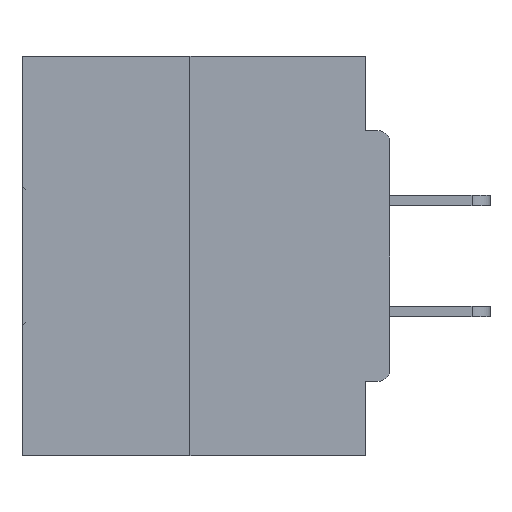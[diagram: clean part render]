
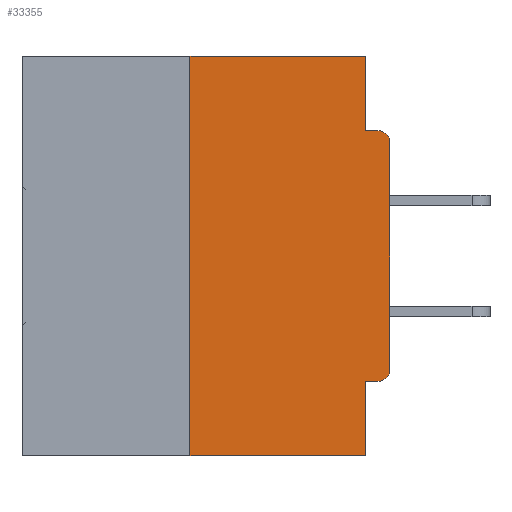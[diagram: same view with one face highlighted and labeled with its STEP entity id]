
A CAD part, left-side view. The second image highlights one B-rep face of the part: STEP entity #33355.
In plain terms, the highlighted planar face has unit normal (-1, 0, 0).
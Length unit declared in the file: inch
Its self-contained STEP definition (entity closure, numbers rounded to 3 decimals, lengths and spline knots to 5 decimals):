
#11 = EDGE_CURVE ( 'NONE', #14557, #12821, #1714, .T. ) ;
#795 = EDGE_CURVE ( 'NONE', #31850, #3298, #2099, .T. ) ;
#959 = CARTESIAN_POINT ( 'NONE',  ( 0., 0., -0.1085 ) ) ;
#1285 = DIRECTION ( 'NONE',  ( 0., 0., -1. ) ) ;
#1288 = CARTESIAN_POINT ( 'NONE',  ( 0., 0.031, 0. ) ) ;
#1295 = EDGE_CURVE ( 'NONE', #17893, #29389, #4777, .T. ) ;
#1714 = LINE ( 'NONE', #36472, #9370 ) ;
#2099 = LINE ( 'NONE', #22753, #19087 ) ;
#2539 = LINE ( 'NONE', #16014, #16914 ) ;
#2791 = DIRECTION ( 'NONE',  ( -1., 0., 0. ) ) ;
#2833 = LINE ( 'NONE', #16854, #4901 ) ;
#3085 = DIRECTION ( 'NONE',  ( 0., 0., -1. ) ) ;
#3298 = VERTEX_POINT ( 'NONE', #959 ) ;
#3942 = CIRCLE ( 'NONE', #14147, 0.015 ) ;
#4134 = EDGE_CURVE ( 'NONE', #21818, #6326, #36857, .T. ) ;
#4777 = LINE ( 'NONE', #28031, #39667 ) ;
#4901 = VECTOR ( 'NONE', #39789, 39.37008 ) ;
#5128 = CARTESIAN_POINT ( 'NONE',  ( 0., 0.015, -0.0935 ) ) ;
#6326 = VERTEX_POINT ( 'NONE', #1288 ) ;
#7094 = EDGE_CURVE ( 'NONE', #17893, #31850, #10267, .T. ) ;
#9370 = VECTOR ( 'NONE', #19988, 39.37008 ) ;
#10267 = CIRCLE ( 'NONE', #31505, 0.015 ) ;
#10320 = ORIENTED_EDGE ( 'NONE', *, *, #31593, .F. ) ;
#11008 = PLANE ( 'NONE',  #12725 ) ;
#12725 = AXIS2_PLACEMENT_3D ( 'NONE', #23973, #37595, #1285 ) ;
#12741 = CARTESIAN_POINT ( 'NONE',  ( 0., 0., -0.3915 ) ) ;
#12815 = DIRECTION ( 'NONE',  ( 0., 0., 1. ) ) ;
#12821 = VERTEX_POINT ( 'NONE', #5128 ) ;
#14121 = CARTESIAN_POINT ( 'NONE',  ( 0., 0.031, -0.5 ) ) ;
#14147 = AXIS2_PLACEMENT_3D ( 'NONE', #19167, #2791, #41659 ) ;
#14557 = VERTEX_POINT ( 'NONE', #20474 ) ;
#16014 = CARTESIAN_POINT ( 'NONE',  ( 0., 0.46, -0.5 ) ) ;
#16854 = CARTESIAN_POINT ( 'NONE',  ( 0., 0.25, 0. ) ) ;
#16914 = VECTOR ( 'NONE', #39820, 39.37008 ) ;
#17316 = ORIENTED_EDGE ( 'NONE', *, *, #11, .F. ) ;
#17893 = VERTEX_POINT ( 'NONE', #36307 ) ;
#18459 = DIRECTION ( 'NONE',  ( 0., 0., -1. ) ) ;
#19087 = VECTOR ( 'NONE', #12815, 39.37008 ) ;
#19167 = CARTESIAN_POINT ( 'NONE',  ( 0., 0.015, -0.1085 ) ) ;
#19499 = ORIENTED_EDGE ( 'NONE', *, *, #1295, .F. ) ;
#19859 = ORIENTED_EDGE ( 'NONE', *, *, #22158, .F. ) ;
#19988 = DIRECTION ( 'NONE',  ( 0., -1., 0. ) ) ;
#20474 = CARTESIAN_POINT ( 'NONE',  ( 0., 0.031, -0.0935 ) ) ;
#20789 = ORIENTED_EDGE ( 'NONE', *, *, #7094, .T. ) ;
#20847 = LINE ( 'NONE', #26640, #42306 ) ;
#21818 = VERTEX_POINT ( 'NONE', #39879 ) ;
#22158 = EDGE_CURVE ( 'NONE', #29389, #35923, #36973, .T. ) ;
#22753 = CARTESIAN_POINT ( 'NONE',  ( 0., 0., 0. ) ) ;
#22992 = VECTOR ( 'NONE', #32741, 39.37008 ) ;
#23973 = CARTESIAN_POINT ( 'NONE',  ( 0., 0.46, 0. ) ) ;
#24035 = FACE_OUTER_BOUND ( 'NONE', #28088, .T. ) ;
#26573 = DIRECTION ( 'NONE',  ( -1., 0., 0. ) ) ;
#26640 = CARTESIAN_POINT ( 'NONE',  ( 0., 0.031, 0. ) ) ;
#28031 = CARTESIAN_POINT ( 'NONE',  ( 0., 0., -0.4065 ) ) ;
#28088 = EDGE_LOOP ( 'NONE', ( #33770, #33728, #32391, #19859, #19499, #20789, #39939, #28115, #17316, #10320 ) ) ;
#28115 = ORIENTED_EDGE ( 'NONE', *, *, #33508, .T. ) ;
#28517 = EDGE_CURVE ( 'NONE', #33059, #35923, #2539, .T. ) ;
#29389 = VERTEX_POINT ( 'NONE', #29457 ) ;
#29457 = CARTESIAN_POINT ( 'NONE',  ( 0., 0.031, -0.4065 ) ) ;
#30026 = CARTESIAN_POINT ( 'NONE',  ( 0., 0.015, -0.3915 ) ) ;
#30798 = VECTOR ( 'NONE', #18459, 39.37008 ) ;
#31505 = AXIS2_PLACEMENT_3D ( 'NONE', #30026, #26573, #33765 ) ;
#31593 = EDGE_CURVE ( 'NONE', #6326, #14557, #20847, .T. ) ;
#31850 = VERTEX_POINT ( 'NONE', #12741 ) ;
#32391 = ORIENTED_EDGE ( 'NONE', *, *, #28517, .T. ) ;
#32741 = DIRECTION ( 'NONE',  ( 0., -1., 0. ) ) ;
#33059 = VERTEX_POINT ( 'NONE', #34873 ) ;
#33355 = ADVANCED_FACE ( 'NONE', ( #24035 ), #11008, .F. ) ;
#33508 = EDGE_CURVE ( 'NONE', #3298, #12821, #3942, .T. ) ;
#33728 = ORIENTED_EDGE ( 'NONE', *, *, #39854, .F. ) ;
#33765 = DIRECTION ( 'NONE',  ( 0., 0., -1. ) ) ;
#33770 = ORIENTED_EDGE ( 'NONE', *, *, #4134, .F. ) ;
#34637 = DIRECTION ( 'NONE',  ( 0., 1., 0. ) ) ;
#34873 = CARTESIAN_POINT ( 'NONE',  ( 0., 0.25, -0.5 ) ) ;
#35923 = VERTEX_POINT ( 'NONE', #14121 ) ;
#36307 = CARTESIAN_POINT ( 'NONE',  ( 0., 0.015, -0.4065 ) ) ;
#36472 = CARTESIAN_POINT ( 'NONE',  ( 0., 0., -0.0935 ) ) ;
#36857 = LINE ( 'NONE', #42296, #22992 ) ;
#36973 = LINE ( 'NONE', #41245, #30798 ) ;
#37595 = DIRECTION ( 'NONE',  ( 1., 0., 0. ) ) ;
#39667 = VECTOR ( 'NONE', #34637, 39.37008 ) ;
#39789 = DIRECTION ( 'NONE',  ( 0., 0., 1. ) ) ;
#39820 = DIRECTION ( 'NONE',  ( 0., -1., 0. ) ) ;
#39854 = EDGE_CURVE ( 'NONE', #33059, #21818, #2833, .T. ) ;
#39879 = CARTESIAN_POINT ( 'NONE',  ( 0., 0.25, 0. ) ) ;
#39939 = ORIENTED_EDGE ( 'NONE', *, *, #795, .T. ) ;
#41245 = CARTESIAN_POINT ( 'NONE',  ( 0., 0.031, -0.5 ) ) ;
#41659 = DIRECTION ( 'NONE',  ( 0., 0., -1. ) ) ;
#42296 = CARTESIAN_POINT ( 'NONE',  ( 0., 0.46, 0. ) ) ;
#42306 = VECTOR ( 'NONE', #3085, 39.37008 ) ;
